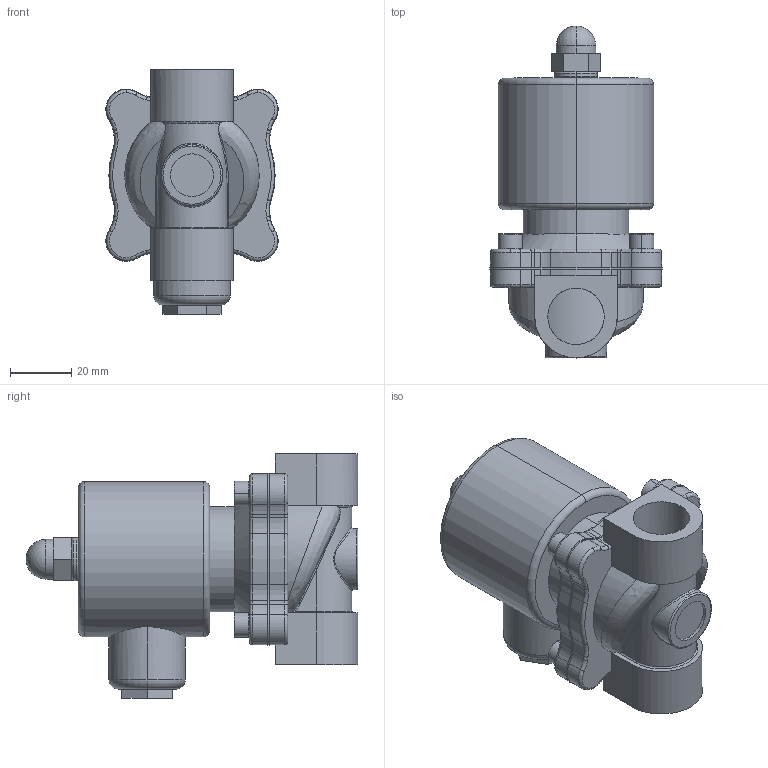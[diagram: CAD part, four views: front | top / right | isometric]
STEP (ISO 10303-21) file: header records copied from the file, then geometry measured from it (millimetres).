
FILE_DESCRIPTION (( 'STEP AP203' ), '1' );
FILE_NAME ('1.5in Stainless Valve US Solid.STEP', '2024-07-03T20:54:14', ( '' ), ( '' ), 'SwSTEP 2.0', 'SolidWorks 2021', '' );
FILE_SCHEMA (( 'CONFIG_CONTROL_DESIGN' ));
Length unit declared in the file: millimetre
Products named in the file (1): 1.5in Stainless Valve US Solid
Bounding box: 56.38 x 108.6 x 80 mm (x, y, z)
Volume: 181453.4 mm3; surface area: 29516.2 mm2
Topology: 7 solids, 7 shells, 349 faces, 854 edges, 533 vertices
Faces by surface type: cylinder 143, plane 113, torus 79, bspline 10, sphere 2, cone 2
Entity records: 11449 total; most frequent: CARTESIAN_POINT 2966, DIRECTION 1915, ORIENTED_EDGE 1700, EDGE_CURVE 850, AXIS2_PLACEMENT_3D 776, VERTEX_POINT 531, CIRCLE 436, EDGE_LOOP 365
